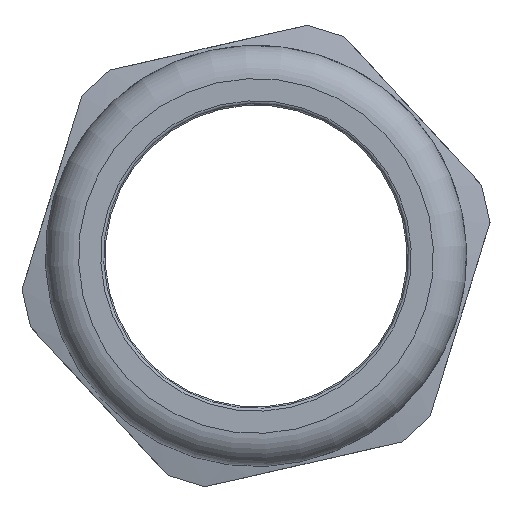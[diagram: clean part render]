
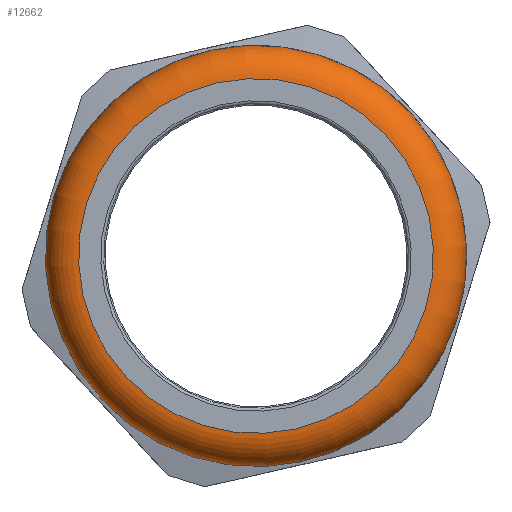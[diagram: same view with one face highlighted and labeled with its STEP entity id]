
A CAD part, left-side view. The second image highlights one B-rep face of the part: STEP entity #12662.
In plain terms, the highlighted toroidal (fillet/blend) face has major radius 31.015 mm and minor radius 5.954 mm.
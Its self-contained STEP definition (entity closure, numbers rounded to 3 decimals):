
#619=TOROIDAL_SURFACE('',#13740,31.015,5.954);
#677=FACE_BOUND('',#2549,.T.);
#1782=FACE_OUTER_BOUND('',#2548,.T.);
#2548=EDGE_LOOP('',(#10259));
#2549=EDGE_LOOP('',(#10260));
#5543=CIRCLE('',#13711,31.15);
#5552=CIRCLE('',#13741,36.96);
#6251=VERTEX_POINT('',#21565);
#6290=VERTEX_POINT('',#24117);
#7673=EDGE_CURVE('',#6251,#6251,#5543,.T.);
#7729=EDGE_CURVE('',#6290,#6290,#5552,.T.);
#10259=ORIENTED_EDGE('',*,*,#7729,.F.);
#10260=ORIENTED_EDGE('',*,*,#7673,.T.);
#12662=ADVANCED_FACE('',(#1782,#677),#619,.T.);
#13711=AXIS2_PLACEMENT_3D('',#21566,#15811,#15812);
#13740=AXIS2_PLACEMENT_3D('',#24116,#15884,#15885);
#13741=AXIS2_PLACEMENT_3D('',#24118,#15886,#15887);
#15811=DIRECTION('center_axis',(1.,0.,0.));
#15812=DIRECTION('ref_axis',(0.,0.,-1.));
#15884=DIRECTION('center_axis',(1.,0.,0.));
#15885=DIRECTION('ref_axis',(0.,0.,-1.));
#15886=DIRECTION('center_axis',(1.,0.,0.));
#15887=DIRECTION('ref_axis',(0.,0.,-1.));
#21565=CARTESIAN_POINT('',(-30.62,31.15,0.));
#21566=CARTESIAN_POINT('Origin',(-30.62,0.,0.));
#24116=CARTESIAN_POINT('Origin',(-24.667,0.,0.));
#24117=CARTESIAN_POINT('',(-25.,36.96,0.));
#24118=CARTESIAN_POINT('Origin',(-25.,0.,0.));
